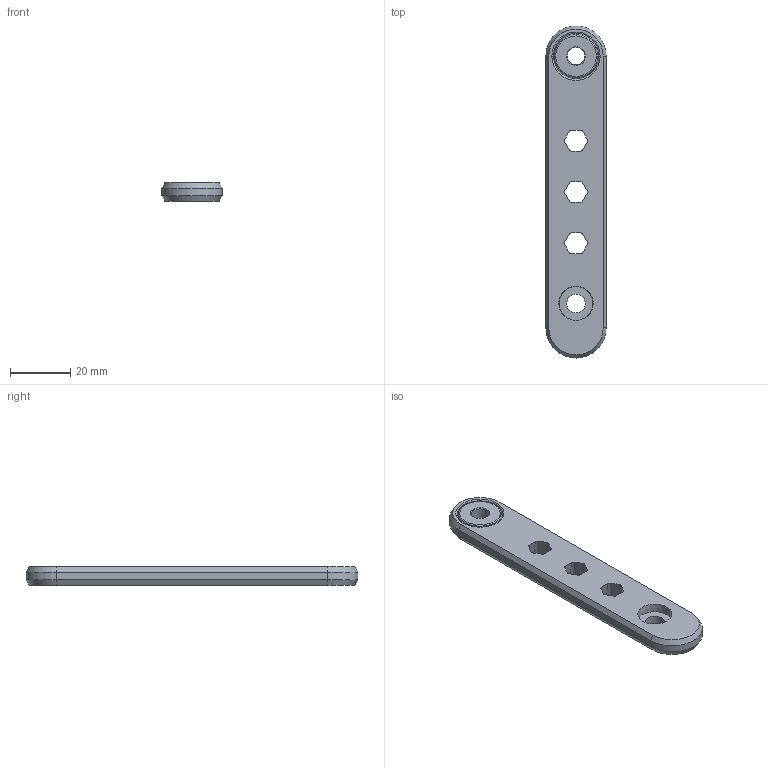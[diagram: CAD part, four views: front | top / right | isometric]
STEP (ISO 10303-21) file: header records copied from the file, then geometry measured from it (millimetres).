
FILE_DESCRIPTION (( 'STEP AP214' ), '1' );
FILE_NAME ('Filament_Lead_PrintParts.STEP', '2023-03-15T14:21:34', ( '' ), ( '' ), 'SwSTEP 2.0', 'SolidWorks 2023', '' );
FILE_SCHEMA (( 'AUTOMOTIVE_DESIGN' ));
Length unit declared in the file: millimetre
Products named in the file (1): Filament_Lead_PrintParts
Bounding box: 20 x 110 x 6 mm (x, y, z)
Volume: 10652.2 mm3; surface area: 6139.2 mm2
Topology: 2 solids, 2 shells, 82 faces, 211 edges, 134 vertices
Faces by surface type: cone 31, plane 29, torus 12, cylinder 6, sphere 4
Entity records: 2553 total; most frequent: DIRECTION 475, CARTESIAN_POINT 424, ORIENTED_EDGE 414, EDGE_CURVE 207, AXIS2_PLACEMENT_3D 185, VERTEX_POINT 134, VECTOR 105, LINE 105
